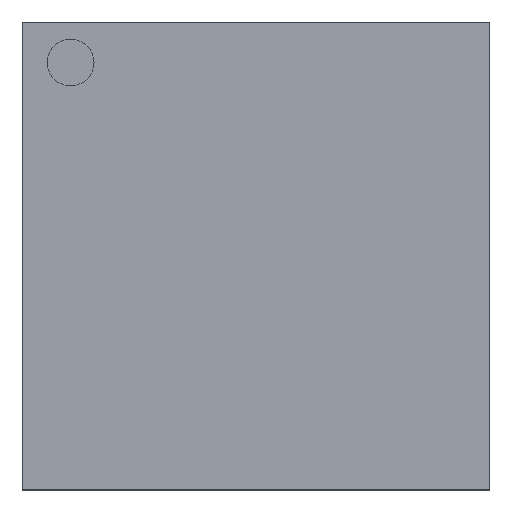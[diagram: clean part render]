
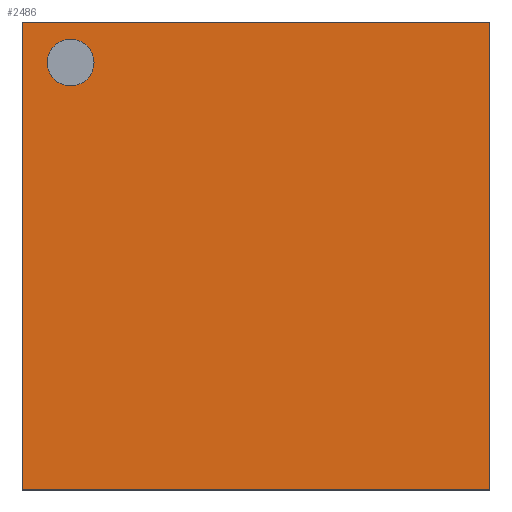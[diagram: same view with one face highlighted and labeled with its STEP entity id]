
A CAD part, top view. The second image highlights one B-rep face of the part: STEP entity #2486.
In plain terms, the highlighted planar face has unit normal (0, 0, 1).
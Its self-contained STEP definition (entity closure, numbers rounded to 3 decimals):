
#219 = VERTEX_POINT ( 'NONE', #496 ) ;
#223 = ORIENTED_EDGE ( 'NONE', *, *, #1043, .T. ) ;
#436 = CARTESIAN_POINT ( 'NONE',  ( -2.25, -2.25, 0.75 ) ) ;
#458 = VERTEX_POINT ( 'NONE', #1545 ) ;
#472 = AXIS2_PLACEMENT_3D ( 'NONE', #2287, #4565, #5652 ) ;
#496 = CARTESIAN_POINT ( 'NONE',  ( -1.558, 1.86, 0.75 ) ) ;
#546 = DIRECTION ( 'NONE',  ( 0., 0., 1. ) ) ;
#942 = PLANE ( 'NONE',  #3243 ) ;
#1043 = EDGE_CURVE ( 'NONE', #4472, #458, #3147, .T. ) ;
#1061 = CARTESIAN_POINT ( 'NONE',  ( -1.783, 1.86, 0.75 ) ) ;
#1251 = ORIENTED_EDGE ( 'NONE', *, *, #5414, .F. ) ;
#1361 = LINE ( 'NONE', #3567, #2018 ) ;
#1545 = CARTESIAN_POINT ( 'NONE',  ( -2.25, 2.25, 0.75 ) ) ;
#1788 = VERTEX_POINT ( 'NONE', #5628 ) ;
#1798 = VECTOR ( 'NONE', #6840, 1000. ) ;
#1871 = CIRCLE ( 'NONE', #4241, 0.225 ) ;
#1922 = VECTOR ( 'NONE', #6655, 1000. ) ;
#1979 = DIRECTION ( 'NONE',  ( 0., 0., -1. ) ) ;
#2018 = VECTOR ( 'NONE', #5877, 1000. ) ;
#2139 = FACE_OUTER_BOUND ( 'NONE', #5384, .T. ) ;
#2287 = CARTESIAN_POINT ( 'NONE',  ( -1.783, 1.86, 0.75 ) ) ;
#2444 = ORIENTED_EDGE ( 'NONE', *, *, #5747, .F. ) ;
#2462 = CIRCLE ( 'NONE', #472, 0.225 ) ;
#2486 = ADVANCED_FACE ( 'NONE', ( #2992, #2139 ), #942, .F. ) ;
#2655 = ORIENTED_EDGE ( 'NONE', *, *, #2706, .T. ) ;
#2683 = DIRECTION ( 'NONE',  ( 0., -1., 0. ) ) ;
#2706 = EDGE_CURVE ( 'NONE', #1788, #4472, #6904, .T. ) ;
#2731 = CARTESIAN_POINT ( 'NONE',  ( -2.25, -2.25, 0.75 ) ) ;
#2992 = FACE_BOUND ( 'NONE', #5169, .T. ) ;
#3147 = LINE ( 'NONE', #4373, #1922 ) ;
#3243 = AXIS2_PLACEMENT_3D ( 'NONE', #3749, #1979, #5411 ) ;
#3567 = CARTESIAN_POINT ( 'NONE',  ( -2.25, -2.25, 0.75 ) ) ;
#3749 = CARTESIAN_POINT ( 'NONE',  ( 0., 0., 0.75 ) ) ;
#3977 = EDGE_CURVE ( 'NONE', #6445, #1788, #1361, .T. ) ;
#4104 = CARTESIAN_POINT ( 'NONE',  ( 2.25, -2.25, 0.75 ) ) ;
#4241 = AXIS2_PLACEMENT_3D ( 'NONE', #1061, #546, #6180 ) ;
#4285 = EDGE_CURVE ( 'NONE', #458, #6445, #5979, .T. ) ;
#4373 = CARTESIAN_POINT ( 'NONE',  ( -2.25, 2.25, 0.75 ) ) ;
#4472 = VERTEX_POINT ( 'NONE', #5175 ) ;
#4565 = DIRECTION ( 'NONE',  ( 0., 0., 1. ) ) ;
#5169 = EDGE_LOOP ( 'NONE', ( #2444, #1251 ) ) ;
#5175 = CARTESIAN_POINT ( 'NONE',  ( 2.25, 2.25, 0.75 ) ) ;
#5384 = EDGE_LOOP ( 'NONE', ( #2655, #223, #6056, #7227 ) ) ;
#5411 = DIRECTION ( 'NONE',  ( -1., 0., 0. ) ) ;
#5414 = EDGE_CURVE ( 'NONE', #7218, #219, #2462, .T. ) ;
#5628 = CARTESIAN_POINT ( 'NONE',  ( 2.25, -2.25, 0.75 ) ) ;
#5652 = DIRECTION ( 'NONE',  ( 1., 0., 0. ) ) ;
#5747 = EDGE_CURVE ( 'NONE', #219, #7218, #1871, .T. ) ;
#5877 = DIRECTION ( 'NONE',  ( 1., 0., 0. ) ) ;
#5979 = LINE ( 'NONE', #436, #6335 ) ;
#6056 = ORIENTED_EDGE ( 'NONE', *, *, #4285, .T. ) ;
#6180 = DIRECTION ( 'NONE',  ( 1., 0., 0. ) ) ;
#6335 = VECTOR ( 'NONE', #2683, 1000. ) ;
#6445 = VERTEX_POINT ( 'NONE', #2731 ) ;
#6655 = DIRECTION ( 'NONE',  ( -1., 0., 0. ) ) ;
#6840 = DIRECTION ( 'NONE',  ( 0., 1., 0. ) ) ;
#6904 = LINE ( 'NONE', #4104, #1798 ) ;
#7090 = CARTESIAN_POINT ( 'NONE',  ( -2.008, 1.86, 0.75 ) ) ;
#7218 = VERTEX_POINT ( 'NONE', #7090 ) ;
#7227 = ORIENTED_EDGE ( 'NONE', *, *, #3977, .T. ) ;
